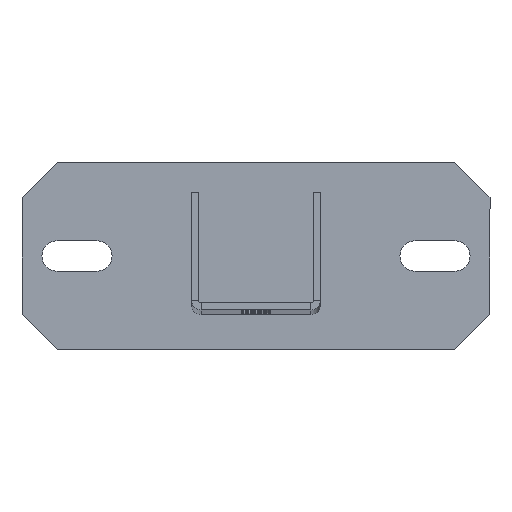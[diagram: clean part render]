
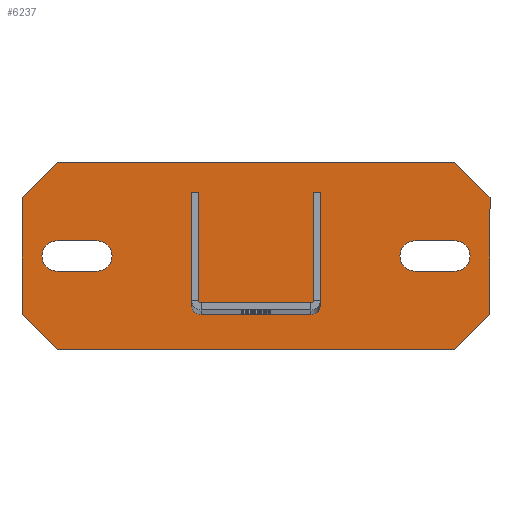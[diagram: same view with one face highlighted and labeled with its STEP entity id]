
A CAD part, top view. The second image highlights one B-rep face of the part: STEP entity #6237.
In plain terms, the highlighted planar face has unit normal (0, 0, 1).
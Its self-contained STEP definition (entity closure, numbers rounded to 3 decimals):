
#159=FACE_BOUND('',#1322,.T.);
#160=FACE_BOUND('',#1323,.T.);
#436=CIRCLE('',#6864,6.5);
#438=CIRCLE('',#6868,6.5);
#440=CIRCLE('',#6872,6.5);
#442=CIRCLE('',#6876,6.5);
#885=FACE_OUTER_BOUND('',#1321,.T.);
#1321=EDGE_LOOP('',(#5739,#5740,#5741,#5742,#5743,#5744,#5745,#5746));
#1322=EDGE_LOOP('',(#5747,#5748,#5749,#5750));
#1323=EDGE_LOOP('',(#5751,#5752,#5753,#5754));
#1893=LINE('',#10355,#2497);
#1897=LINE('',#10367,#2501);
#1901=LINE('',#10379,#2505);
#1905=LINE('',#10391,#2509);
#1909=LINE('',#10403,#2513);
#1912=LINE('',#10409,#2516);
#1915=LINE('',#10415,#2519);
#1918=LINE('',#10421,#2522);
#1921=LINE('',#10427,#2525);
#1924=LINE('',#10433,#2528);
#1927=LINE('',#10439,#2531);
#1930=LINE('',#10443,#2534);
#2497=VECTOR('',#8579,10.);
#2501=VECTOR('',#8591,10.);
#2505=VECTOR('',#8603,10.);
#2509=VECTOR('',#8615,10.);
#2513=VECTOR('',#8627,10.);
#2516=VECTOR('',#8632,10.);
#2519=VECTOR('',#8637,10.);
#2522=VECTOR('',#8642,10.);
#2525=VECTOR('',#8647,10.);
#2528=VECTOR('',#8652,10.);
#2531=VECTOR('',#8657,10.);
#2534=VECTOR('',#8662,10.);
#3089=VERTEX_POINT('',#10352);
#3090=VERTEX_POINT('',#10354);
#3092=VERTEX_POINT('',#10360);
#3094=VERTEX_POINT('',#10366);
#3097=VERTEX_POINT('',#10376);
#3098=VERTEX_POINT('',#10378);
#3100=VERTEX_POINT('',#10384);
#3102=VERTEX_POINT('',#10390);
#3105=VERTEX_POINT('',#10400);
#3106=VERTEX_POINT('',#10402);
#3108=VERTEX_POINT('',#10408);
#3110=VERTEX_POINT('',#10414);
#3112=VERTEX_POINT('',#10420);
#3114=VERTEX_POINT('',#10426);
#3116=VERTEX_POINT('',#10432);
#3118=VERTEX_POINT('',#10438);
#3957=EDGE_CURVE('',#3090,#3089,#1893,.T.);
#3960=EDGE_CURVE('',#3092,#3090,#436,.T.);
#3963=EDGE_CURVE('',#3094,#3092,#1897,.T.);
#3966=EDGE_CURVE('',#3089,#3094,#438,.T.);
#3969=EDGE_CURVE('',#3098,#3097,#1901,.T.);
#3972=EDGE_CURVE('',#3100,#3098,#440,.T.);
#3975=EDGE_CURVE('',#3102,#3100,#1905,.T.);
#3978=EDGE_CURVE('',#3097,#3102,#442,.T.);
#3981=EDGE_CURVE('',#3106,#3105,#1909,.T.);
#3984=EDGE_CURVE('',#3108,#3106,#1912,.T.);
#3987=EDGE_CURVE('',#3110,#3108,#1915,.T.);
#3990=EDGE_CURVE('',#3112,#3110,#1918,.T.);
#3993=EDGE_CURVE('',#3114,#3112,#1921,.T.);
#3996=EDGE_CURVE('',#3116,#3114,#1924,.T.);
#3999=EDGE_CURVE('',#3118,#3116,#1927,.T.);
#4002=EDGE_CURVE('',#3105,#3118,#1930,.T.);
#5739=ORIENTED_EDGE('',*,*,#4002,.T.);
#5740=ORIENTED_EDGE('',*,*,#3999,.T.);
#5741=ORIENTED_EDGE('',*,*,#3996,.T.);
#5742=ORIENTED_EDGE('',*,*,#3993,.T.);
#5743=ORIENTED_EDGE('',*,*,#3990,.T.);
#5744=ORIENTED_EDGE('',*,*,#3987,.T.);
#5745=ORIENTED_EDGE('',*,*,#3984,.T.);
#5746=ORIENTED_EDGE('',*,*,#3981,.T.);
#5747=ORIENTED_EDGE('',*,*,#3978,.T.);
#5748=ORIENTED_EDGE('',*,*,#3975,.T.);
#5749=ORIENTED_EDGE('',*,*,#3972,.T.);
#5750=ORIENTED_EDGE('',*,*,#3969,.T.);
#5751=ORIENTED_EDGE('',*,*,#3966,.T.);
#5752=ORIENTED_EDGE('',*,*,#3963,.T.);
#5753=ORIENTED_EDGE('',*,*,#3960,.T.);
#5754=ORIENTED_EDGE('',*,*,#3957,.T.);
#5933=PLANE('',#6885);
#6237=ADVANCED_FACE('',(#885,#159,#160),#5933,.T.);
#6864=AXIS2_PLACEMENT_3D('',#10361,#8585,#8586);
#6868=AXIS2_PLACEMENT_3D('',#10371,#8597,#8598);
#6872=AXIS2_PLACEMENT_3D('',#10385,#8609,#8610);
#6876=AXIS2_PLACEMENT_3D('',#10395,#8621,#8622);
#6885=AXIS2_PLACEMENT_3D('',#10444,#8663,#8664);
#8579=DIRECTION('',(-1.,0.,0.));
#8585=DIRECTION('center_axis',(0.,0.,-1.));
#8586=DIRECTION('ref_axis',(0.,1.,0.));
#8591=DIRECTION('',(1.,0.,0.));
#8597=DIRECTION('center_axis',(0.,0.,-1.));
#8598=DIRECTION('ref_axis',(0.,-1.,0.));
#8603=DIRECTION('',(-1.,0.,0.));
#8609=DIRECTION('center_axis',(0.,0.,-1.));
#8610=DIRECTION('ref_axis',(0.,1.,0.));
#8615=DIRECTION('',(1.,0.,0.));
#8621=DIRECTION('center_axis',(0.,0.,-1.));
#8622=DIRECTION('ref_axis',(0.,-1.,0.));
#8627=DIRECTION('',(0.707,-0.707,0.));
#8632=DIRECTION('',(0.,-1.,0.));
#8637=DIRECTION('',(-0.707,-0.707,0.));
#8642=DIRECTION('',(-1.,0.,0.));
#8647=DIRECTION('',(-0.707,0.707,0.));
#8652=DIRECTION('',(0.,1.,0.));
#8657=DIRECTION('',(0.707,0.707,0.));
#8662=DIRECTION('',(1.,0.,0.));
#8663=DIRECTION('center_axis',(0.,0.,1.));
#8664=DIRECTION('ref_axis',(1.,0.,0.));
#10352=CARTESIAN_POINT('',(-85.,-6.5,8.));
#10354=CARTESIAN_POINT('',(-68.,-6.5,8.));
#10355=CARTESIAN_POINT('',(-68.,-6.5,8.));
#10360=CARTESIAN_POINT('',(-68.,6.5,8.));
#10361=CARTESIAN_POINT('Origin',(-68.,0.,8.));
#10366=CARTESIAN_POINT('',(-85.,6.5,8.));
#10367=CARTESIAN_POINT('',(-85.,6.5,8.));
#10371=CARTESIAN_POINT('Origin',(-85.,0.,8.));
#10376=CARTESIAN_POINT('',(68.,-6.5,8.));
#10378=CARTESIAN_POINT('',(85.,-6.5,8.));
#10379=CARTESIAN_POINT('',(85.,-6.5,8.));
#10384=CARTESIAN_POINT('',(85.,6.5,8.));
#10385=CARTESIAN_POINT('Origin',(85.,0.,8.));
#10390=CARTESIAN_POINT('',(68.,6.5,8.));
#10391=CARTESIAN_POINT('',(68.,6.5,8.));
#10395=CARTESIAN_POINT('Origin',(68.,0.,8.));
#10400=CARTESIAN_POINT('',(-85.,-40.,8.));
#10402=CARTESIAN_POINT('',(-100.,-25.,8.));
#10403=CARTESIAN_POINT('',(-100.,-25.,8.));
#10408=CARTESIAN_POINT('',(-100.,25.,8.));
#10409=CARTESIAN_POINT('',(-100.,25.,8.));
#10414=CARTESIAN_POINT('',(-85.,40.,8.));
#10415=CARTESIAN_POINT('',(-85.,40.,8.));
#10420=CARTESIAN_POINT('',(85.,40.,8.));
#10421=CARTESIAN_POINT('',(85.,40.,8.));
#10426=CARTESIAN_POINT('',(100.,25.,8.));
#10427=CARTESIAN_POINT('',(100.,25.,8.));
#10432=CARTESIAN_POINT('',(100.,-25.,8.));
#10433=CARTESIAN_POINT('',(100.,-25.,8.));
#10438=CARTESIAN_POINT('',(85.,-40.,8.));
#10439=CARTESIAN_POINT('',(85.,-40.,8.));
#10443=CARTESIAN_POINT('',(-85.,-40.,8.));
#10444=CARTESIAN_POINT('Origin',(0.,0.,8.));
